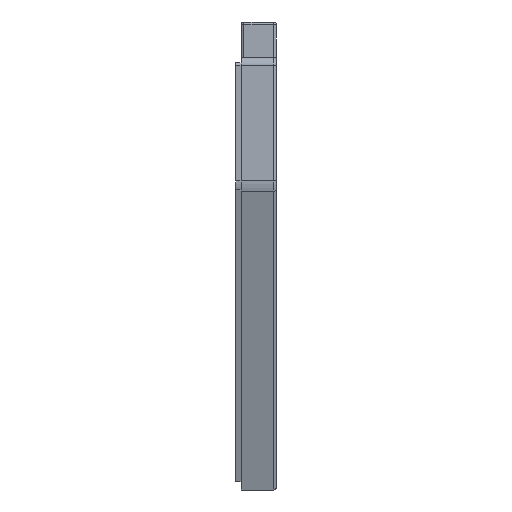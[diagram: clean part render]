
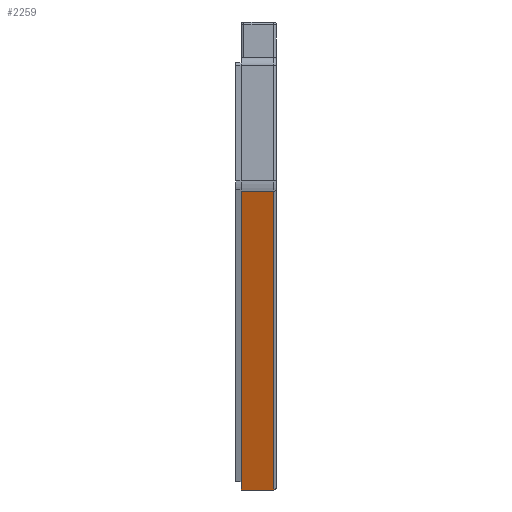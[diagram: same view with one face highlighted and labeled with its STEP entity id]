
A CAD part, left-side view. The second image highlights one B-rep face of the part: STEP entity #2259.
In plain terms, the highlighted planar face has unit normal (-0.951, 0, -0.31).
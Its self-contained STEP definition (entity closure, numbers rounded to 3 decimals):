
#296=FACE_OUTER_BOUND('',#459,.T.);
#459=EDGE_LOOP('',(#1882,#1883,#1884,#1885));
#609=LINE('',#3529,#826);
#664=LINE('',#3704,#881);
#673=LINE('',#3734,#890);
#674=LINE('',#3736,#891);
#826=VECTOR('',#2805,10.);
#881=VECTOR('',#2962,10.);
#890=VECTOR('',#3007,10.);
#891=VECTOR('',#3010,10.);
#1071=VERTEX_POINT('',#3526);
#1072=VERTEX_POINT('',#3528);
#1116=VERTEX_POINT('',#3702);
#1117=VERTEX_POINT('',#3703);
#1298=EDGE_CURVE('',#1072,#1071,#609,.T.);
#1376=EDGE_CURVE('',#1116,#1117,#664,.T.);
#1392=EDGE_CURVE('',#1117,#1072,#673,.T.);
#1393=EDGE_CURVE('',#1116,#1071,#674,.T.);
#1882=ORIENTED_EDGE('',*,*,#1376,.T.);
#1883=ORIENTED_EDGE('',*,*,#1392,.T.);
#1884=ORIENTED_EDGE('',*,*,#1298,.T.);
#1885=ORIENTED_EDGE('',*,*,#1393,.F.);
#2162=PLANE('',#2476);
#2259=ADVANCED_FACE('',(#296),#2162,.F.);
#2476=AXIS2_PLACEMENT_3D('',#3735,#3008,#3009);
#2805=DIRECTION('',(0.31,0.,-0.951));
#2962=DIRECTION('',(-0.31,0.,0.951));
#3007=DIRECTION('',(0.,1.,0.));
#3008=DIRECTION('center_axis',(0.951,0.,0.31));
#3009=DIRECTION('ref_axis',(0.31,0.,-0.951));
#3010=DIRECTION('',(0.,1.,0.));
#3526=CARTESIAN_POINT('',(-37.104,13.,-112.));
#3528=CARTESIAN_POINT('',(-72.909,13.,-2.13));
#3529=CARTESIAN_POINT('',(-37.104,13.,-112.));
#3702=CARTESIAN_POINT('',(-37.104,1.,-112.));
#3703=CARTESIAN_POINT('',(-72.909,1.,-2.13));
#3704=CARTESIAN_POINT('',(-67.657,1.,-18.245));
#3734=CARTESIAN_POINT('',(-72.909,0.,-2.13));
#3735=CARTESIAN_POINT('Origin',(-72.909,0.,-2.13));
#3736=CARTESIAN_POINT('',(-37.104,0.,-112.));
